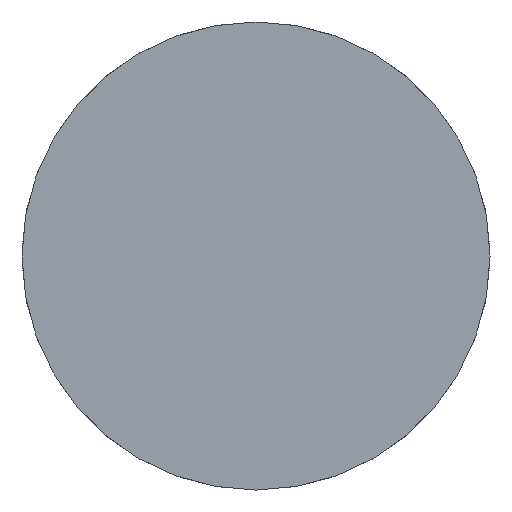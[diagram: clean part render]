
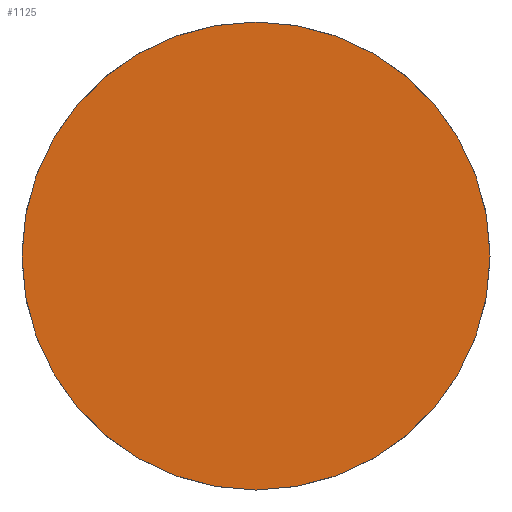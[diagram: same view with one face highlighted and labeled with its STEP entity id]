
A CAD part, left-side view. The second image highlights one B-rep face of the part: STEP entity #1125.
In plain terms, the highlighted planar face has unit normal (-1, 0, 0).
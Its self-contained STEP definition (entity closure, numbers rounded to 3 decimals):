
#509 = CARTESIAN_POINT ( 'NONE',  ( 0., 0., 0. ) ) ;
#516 = DIRECTION ( 'NONE',  ( -1., 0., 0. ) ) ;
#517 = DIRECTION ( 'NONE',  ( 0., 0., 1. ) ) ;
#1080 = EDGE_CURVE ( 'NONE', #2449, #2458, #2085, .T. ) ;
#1125 = ADVANCED_FACE ( 'NONE', ( #1440 ), #2514, .F. ) ;
#1410 = AXIS2_PLACEMENT_3D ( 'NONE', #509, #516, #517 ) ;
#1430 = AXIS2_PLACEMENT_3D ( 'NONE', #2515, #2516, #2517 ) ;
#1440 = FACE_OUTER_BOUND ( 'NONE', #3041, .T. ) ;
#1774 = EDGE_CURVE ( 'NONE', #2458, #2449, #3393, .T. ) ;
#2085 = CIRCLE ( 'NONE', #3758, 4.25 ) ;
#2449 = VERTEX_POINT ( 'NONE', #5956 ) ;
#2458 = VERTEX_POINT ( 'NONE', #5965 ) ;
#2514 = PLANE ( 'NONE',  #1430 ) ;
#2515 = CARTESIAN_POINT ( 'NONE',  ( 0., 0., 0. ) ) ;
#2516 = DIRECTION ( 'NONE',  ( 1., 0., 0. ) ) ;
#2517 = DIRECTION ( 'NONE',  ( 0., 0., -1. ) ) ;
#3041 = EDGE_LOOP ( 'NONE', ( #3872, #3987 ) ) ;
#3085 = CARTESIAN_POINT ( 'NONE',  ( 0., 0., 0. ) ) ;
#3120 = DIRECTION ( 'NONE',  ( -1., 0., 0. ) ) ;
#3132 = DIRECTION ( 'NONE',  ( 0., 0., 1. ) ) ;
#3393 = CIRCLE ( 'NONE', #1410, 4.25 ) ;
#3758 = AXIS2_PLACEMENT_3D ( 'NONE', #3085, #3120, #3132 ) ;
#3872 = ORIENTED_EDGE ( 'NONE', *, *, #1080, .T. ) ;
#3987 = ORIENTED_EDGE ( 'NONE', *, *, #1774, .T. ) ;
#5956 = CARTESIAN_POINT ( 'NONE',  ( 0., 0., 4.25 ) ) ;
#5965 = CARTESIAN_POINT ( 'NONE',  ( 0., 0., -4.25 ) ) ;
